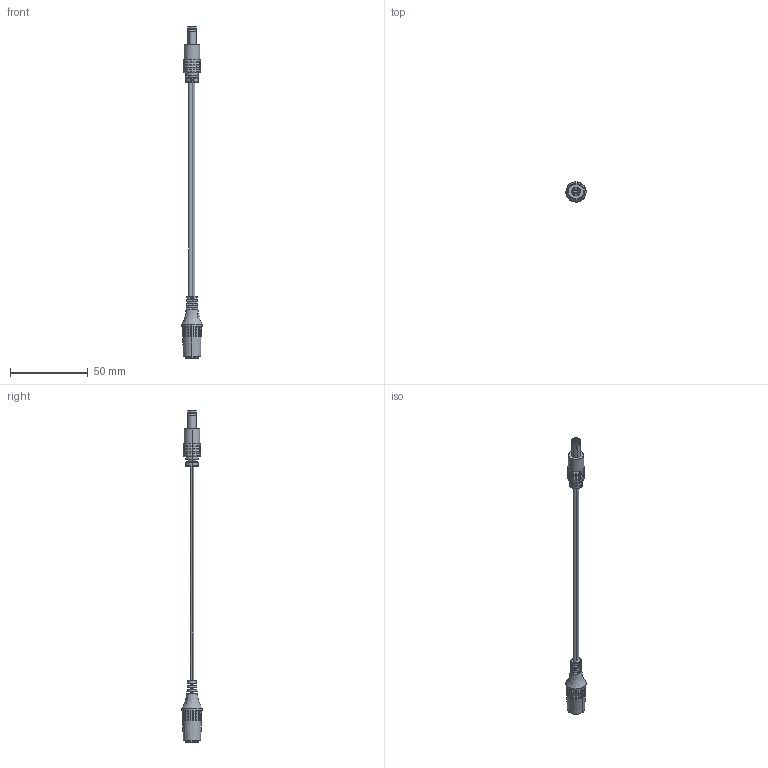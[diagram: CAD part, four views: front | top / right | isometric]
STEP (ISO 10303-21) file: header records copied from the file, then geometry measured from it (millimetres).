
FILE_DESCRIPTION (( 'STEP AP203' ), '1' );
FILE_NAME ('053-0384R.step', '2016-09-15T23:06:07', ( '' ), ( '' ), 'SwSTEP 2.0', 'SolidWorks 2015', '' );
FILE_SCHEMA (( 'CONFIG_CONTROL_DESIGN' ));
Length unit declared in the file: millimetre
Products named in the file (13): 053-0384R; 50-00127 insulator; 50-00024 shell; 50-00127 pin; 24-00054; 50-00024 insulator; 24-00016; 50-00127; 50-00024 contact; 30-00007_wbc; 50-00127 spring; 50-00024; 50-00127 shell
Assembly tree (12 placements, depth 3):
  053-0384R
    30-00007_wbc
    24-00016
    24-00054
    50-00024
      50-00024 contact
      50-00024 insulator
      50-00024 shell
    50-00127
      50-00127 insulator
      50-00127 pin
      50-00127 shell
      50-00127 spring
Bounding box: 12.99 x 13 x 213.3 mm (x, y, z)
Volume: 6292 mm3; surface area: 8053.5 mm2
Topology: 17 solids, 17 shells, 649 faces, 1589 edges, 982 vertices
Faces by surface type: plane 222, bspline 150, cylinder 140, torus 76, cone 59, sphere 2
Entity records: 28169 total; most frequent: CARTESIAN_POINT 12650, ORIENTED_EDGE 3170, DIRECTION 2603, EDGE_CURVE 1585, AXIS2_PLACEMENT_3D 1028, VERTEX_POINT 982, EDGE_LOOP 693, FACE_OUTER_BOUND 649
